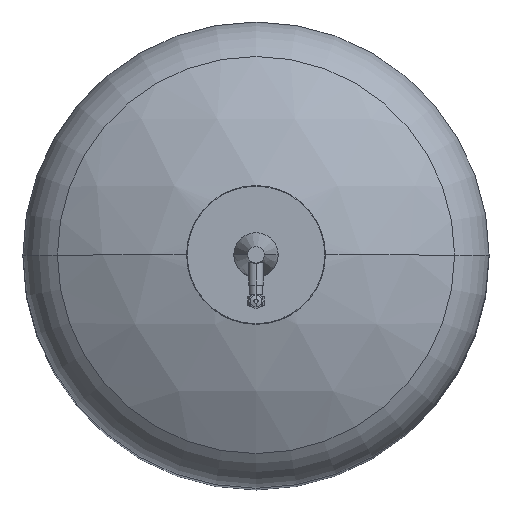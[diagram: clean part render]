
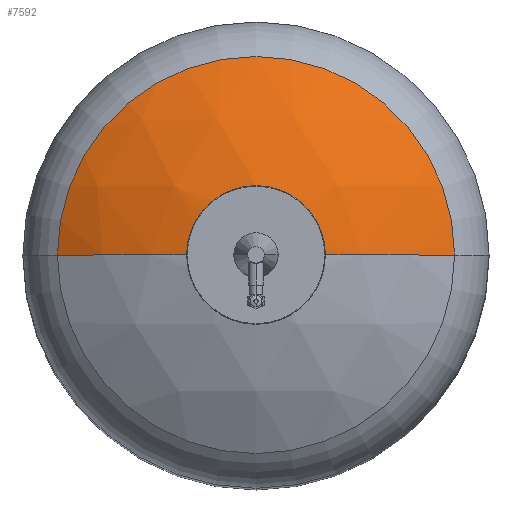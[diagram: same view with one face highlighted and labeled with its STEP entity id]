
A CAD part, top view. The second image highlights one B-rep face of the part: STEP entity #7592.
In plain terms, the highlighted spherical face has radius 635 mm.
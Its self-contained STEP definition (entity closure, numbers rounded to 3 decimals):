
#46 = CARTESIAN_POINT ( 'NONE',  ( -336.376, 0., 2226.587 ) ) ;
#77 = CARTESIAN_POINT ( 'NONE',  ( 94., 0., 2316.004 ) ) ;
#850 = DIRECTION ( 'NONE',  ( 1., 0., 0. ) ) ;
#938 = SPHERICAL_SURFACE ( 'NONE', #2084, 635. ) ;
#942 = ORIENTED_EDGE ( 'NONE', *, *, #3288, .F. ) ;
#1020 = DIRECTION ( 'NONE',  ( 0., 0., -1. ) ) ;
#1025 = CARTESIAN_POINT ( 'NONE',  ( 0., 0., 1688. ) ) ;
#1041 = ORIENTED_EDGE ( 'NONE', *, *, #8641, .T. ) ;
#1144 = EDGE_CURVE ( 'NONE', #4826, #8164, #4573, .T. ) ;
#1151 = ORIENTED_EDGE ( 'NONE', *, *, #6637, .F. ) ;
#1544 = AXIS2_PLACEMENT_3D ( 'NONE', #5929, #1020, #8621 ) ;
#1559 = AXIS2_PLACEMENT_3D ( 'NONE', #1025, #1816, #8812 ) ;
#1727 = FACE_OUTER_BOUND ( 'NONE', #2901, .T. ) ;
#1816 = DIRECTION ( 'NONE',  ( 0., -1., 0. ) ) ;
#2084 = AXIS2_PLACEMENT_3D ( 'NONE', #3645, #3737, #850 ) ;
#2131 = CIRCLE ( 'NONE', #1544, 336.376 ) ;
#2812 = CARTESIAN_POINT ( 'NONE',  ( 0., 0., 1688. ) ) ;
#2901 = EDGE_LOOP ( 'NONE', ( #942, #6667, #1041, #1151 ) ) ;
#2944 = DIRECTION ( 'NONE',  ( -1., 0., 0. ) ) ;
#3127 = VERTEX_POINT ( 'NONE', #7747 ) ;
#3288 = EDGE_CURVE ( 'NONE', #4826, #3127, #2131, .T. ) ;
#3645 = CARTESIAN_POINT ( 'NONE',  ( 0., 0., 1688. ) ) ;
#3737 = DIRECTION ( 'NONE',  ( 0., 1., 0. ) ) ;
#4573 = CIRCLE ( 'NONE', #8069, 635. ) ;
#4612 = CIRCLE ( 'NONE', #8557, 94. ) ;
#4826 = VERTEX_POINT ( 'NONE', #46 ) ;
#5627 = CARTESIAN_POINT ( 'NONE',  ( 0., 0., 2316.004 ) ) ;
#5929 = CARTESIAN_POINT ( 'NONE',  ( 0., 0., 2226.587 ) ) ;
#6637 = EDGE_CURVE ( 'NONE', #3127, #8559, #8973, .T. ) ;
#6667 = ORIENTED_EDGE ( 'NONE', *, *, #1144, .T. ) ;
#7102 = DIRECTION ( 'NONE',  ( 0., 1., 0. ) ) ;
#7592 = ADVANCED_FACE ( 'NONE', ( #1727 ), #938, .T. ) ;
#7747 = CARTESIAN_POINT ( 'NONE',  ( 336.376, 0., 2226.587 ) ) ;
#8069 = AXIS2_PLACEMENT_3D ( 'NONE', #2812, #7102, #2944 ) ;
#8164 = VERTEX_POINT ( 'NONE', #8716 ) ;
#8409 = DIRECTION ( 'NONE',  ( 1., 0., 0. ) ) ;
#8557 = AXIS2_PLACEMENT_3D ( 'NONE', #5627, #9042, #8409 ) ;
#8559 = VERTEX_POINT ( 'NONE', #77 ) ;
#8621 = DIRECTION ( 'NONE',  ( 1., 0., 0. ) ) ;
#8641 = EDGE_CURVE ( 'NONE', #8164, #8559, #4612, .T. ) ;
#8716 = CARTESIAN_POINT ( 'NONE',  ( -94., 0., 2316.004 ) ) ;
#8812 = DIRECTION ( 'NONE',  ( 0., 0., -1. ) ) ;
#8973 = CIRCLE ( 'NONE', #1559, 635. ) ;
#9042 = DIRECTION ( 'NONE',  ( 0., 0., -1. ) ) ;
